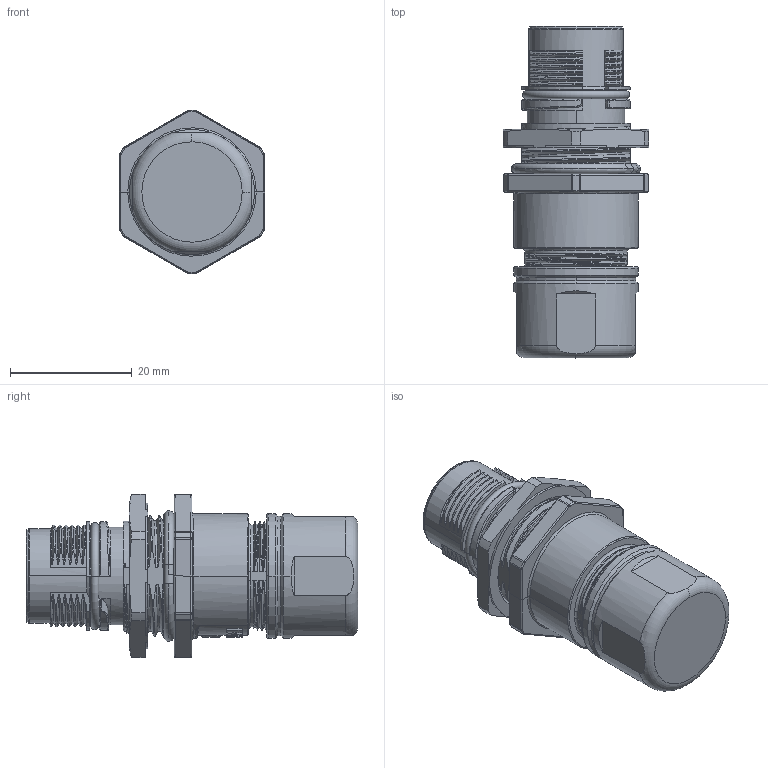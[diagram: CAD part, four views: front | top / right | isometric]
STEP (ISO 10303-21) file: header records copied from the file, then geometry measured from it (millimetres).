
FILE_DESCRIPTION((''),'2;1');
FILE_NAME('M17-XXX-CCT_R-DXX-SH_SW0003','2023-12-15T',('zh.su'),(''),'PRO/ENGINEER BY PARAMETRIC TECHNOLOGY CORPORATION, 2012480','PRO/ENGINEER BY PARAMETRIC TECHNOLOGY CORPORATION, 2012480','');
FILE_SCHEMA(('CONFIG_CONTROL_DESIGN'));
Length unit declared in the file: millimetre
Products named in the file (1): M17-XXX-CCT_R-DXX-SH_SW0003
Bounding box: 23.9 x 54.55 x 26.8 mm (x, y, z)
Volume: 14728.7 mm3; surface area: 7891.3 mm2
Topology: 1 solids, 1 shells, 789 faces, 2125 edges, 1345 vertices
Faces by surface type: cylinder 245, plane 241, bspline 193, torus 52, cone 42, sphere 16
Entity records: 35873 total; most frequent: CARTESIAN_POINT 17708, ORIENTED_EDGE 4236, DIRECTION 3143, EDGE_CURVE 2118, VERTEX_POINT 1345, AXIS2_PLACEMENT_3D 1163, EDGE_LOOP 829, VECTOR 817
